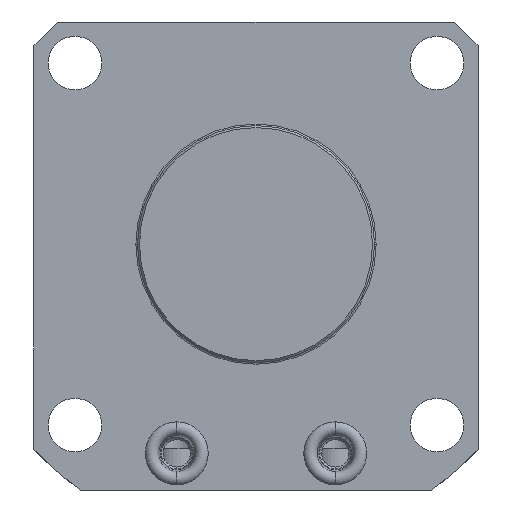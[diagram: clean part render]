
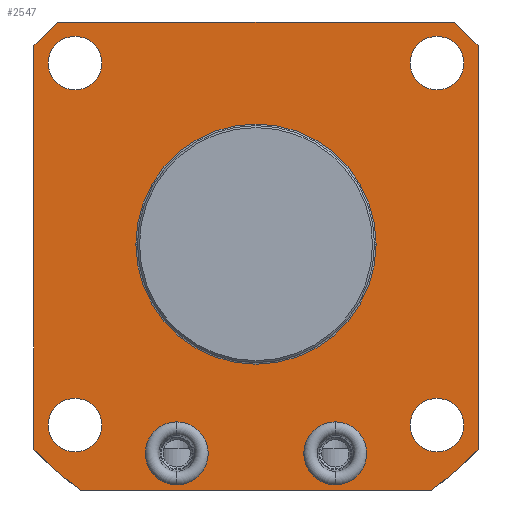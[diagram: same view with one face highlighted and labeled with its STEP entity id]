
A CAD part, front view. The second image highlights one B-rep face of the part: STEP entity #2547.
In plain terms, the highlighted planar face has unit normal (0, -1, 0).
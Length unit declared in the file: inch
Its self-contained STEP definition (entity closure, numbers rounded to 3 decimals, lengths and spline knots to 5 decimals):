
#133=CARTESIAN_POINT('',(0.,0.,0.));
#134=DIRECTION('',(0.,1.,0.));
#135=DIRECTION('',(-1.,0.,0.));
#136=AXIS2_PLACEMENT_3D('',#133,#134,#135);
#141=CARTESIAN_POINT('',(0.,0.,0.));
#142=DIRECTION('',(0.,1.,0.));
#143=DIRECTION('',(1.,0.,0.));
#144=AXIS2_PLACEMENT_3D('',#141,#142,#143);
#149=DIRECTION('',(1.,0.,0.));
#150=VECTOR('',#149,3.48799);
#151=CARTESIAN_POINT('',(-1.744,0.,-2.441));
#152=LINE('',#151,#150);
#156=DIRECTION('',(0.,0.,-1.));
#157=VECTOR('',#156,4.00374);
#158=CARTESIAN_POINT('',(-2.2045,0.,1.969));
#159=LINE('',#158,#157);
#163=DIRECTION('',(-0.707,0.,-0.707));
#164=VECTOR('',#163,0.33375);
#165=CARTESIAN_POINT('',(-1.9685,0.,2.205));
#166=LINE('',#165,#164);
#170=DIRECTION('',(-1.,0.,0.));
#171=VECTOR('',#170,3.937);
#172=CARTESIAN_POINT('',(1.9685,0.,2.205));
#173=LINE('',#172,#171);
#177=DIRECTION('',(-0.707,0.,0.707));
#178=VECTOR('',#177,0.33375);
#179=CARTESIAN_POINT('',(2.2045,0.,1.969));
#180=LINE('',#179,#178);
#184=DIRECTION('',(0.,0.,1.));
#185=VECTOR('',#184,4.00374);
#186=CARTESIAN_POINT('',(2.2045,0.,-2.03474));
#187=LINE('',#186,#185);
#191=CARTESIAN_POINT('',(-1.797,0.,-1.797));
#192=DIRECTION('',(0.,1.,0.));
#193=DIRECTION('',(-1.,0.,0.));
#194=AXIS2_PLACEMENT_3D('',#191,#192,#193);
#199=CARTESIAN_POINT('',(-1.797,0.,-1.797));
#200=DIRECTION('',(0.,1.,0.));
#201=DIRECTION('',(1.,0.,0.));
#202=AXIS2_PLACEMENT_3D('',#199,#200,#201);
#207=CARTESIAN_POINT('',(1.797,0.,-1.797));
#208=DIRECTION('',(0.,1.,0.));
#209=DIRECTION('',(-1.,0.,0.));
#210=AXIS2_PLACEMENT_3D('',#207,#208,#209);
#215=CARTESIAN_POINT('',(1.797,0.,-1.797));
#216=DIRECTION('',(0.,1.,0.));
#217=DIRECTION('',(1.,0.,0.));
#218=AXIS2_PLACEMENT_3D('',#215,#216,#217);
#223=CARTESIAN_POINT('',(1.797,0.,1.797));
#224=DIRECTION('',(0.,1.,0.));
#225=DIRECTION('',(-1.,0.,0.));
#226=AXIS2_PLACEMENT_3D('',#223,#224,#225);
#231=CARTESIAN_POINT('',(1.797,0.,1.797));
#232=DIRECTION('',(0.,1.,0.));
#233=DIRECTION('',(1.,0.,0.));
#234=AXIS2_PLACEMENT_3D('',#231,#232,#233);
#239=CARTESIAN_POINT('',(-1.797,0.,1.797));
#240=DIRECTION('',(0.,1.,0.));
#241=DIRECTION('',(-1.,0.,0.));
#242=AXIS2_PLACEMENT_3D('',#239,#240,#241);
#247=CARTESIAN_POINT('',(-1.797,0.,1.797));
#248=DIRECTION('',(0.,1.,0.));
#249=DIRECTION('',(1.,0.,0.));
#250=AXIS2_PLACEMENT_3D('',#247,#248,#249);
#255=CARTESIAN_POINT('',(-0.787,0.,-2.077));
#256=DIRECTION('',(0.,-1.,0.));
#257=DIRECTION('',(-1.,0.,0.));
#258=AXIS2_PLACEMENT_3D('',#255,#256,#257);
#263=CARTESIAN_POINT('',(-0.787,0.,-2.077));
#264=DIRECTION('',(0.,-1.,0.));
#265=DIRECTION('',(1.,0.,0.));
#266=AXIS2_PLACEMENT_3D('',#263,#264,#265);
#271=CARTESIAN_POINT('',(0.787,0.,-2.077));
#272=DIRECTION('',(0.,1.,0.));
#273=DIRECTION('',(1.,0.,0.));
#274=AXIS2_PLACEMENT_3D('',#271,#272,#273);
#279=CARTESIAN_POINT('',(0.787,0.,-2.077));
#280=DIRECTION('',(0.,1.,0.));
#281=DIRECTION('',(-1.,0.,0.));
#282=AXIS2_PLACEMENT_3D('',#279,#280,#281);
#341=CARTESIAN_POINT('',(0.,0.,0.));
#342=DIRECTION('',(0.,-1.,0.));
#343=DIRECTION('',(0.581,0.,-0.814));
#344=AXIS2_PLACEMENT_3D('',#341,#342,#343);
#363=CARTESIAN_POINT('',(0.,0.,0.));
#364=DIRECTION('',(0.,-1.,0.));
#365=DIRECTION('',(-0.735,0.,-0.678));
#366=AXIS2_PLACEMENT_3D('',#363,#364,#365);
#2095=CARTESIAN_POINT('',(-1.744,0.,-2.441));
#2096=CARTESIAN_POINT('',(1.744,0.,-2.441));
#2097=VERTEX_POINT('',#2095);
#2098=VERTEX_POINT('',#2096);
#2099=CARTESIAN_POINT('',(2.2045,0.,-2.03474));
#2100=CARTESIAN_POINT('',(2.2045,0.,1.969));
#2101=VERTEX_POINT('',#2099);
#2102=VERTEX_POINT('',#2100);
#2107=CARTESIAN_POINT('',(-2.2045,0.,-2.03474));
#2108=VERTEX_POINT('',#2107);
#2109=CARTESIAN_POINT('',(-2.0625,0.,-1.797));
#2110=CARTESIAN_POINT('',(-1.5315,0.,-1.797));
#2111=VERTEX_POINT('',#2109);
#2112=VERTEX_POINT('',#2110);
#2113=CARTESIAN_POINT('',(1.5315,0.,-1.797));
#2114=CARTESIAN_POINT('',(2.0625,0.,-1.797));
#2115=VERTEX_POINT('',#2113);
#2116=VERTEX_POINT('',#2114);
#2117=CARTESIAN_POINT('',(1.5315,0.,1.797));
#2118=CARTESIAN_POINT('',(2.0625,0.,1.797));
#2119=VERTEX_POINT('',#2117);
#2120=VERTEX_POINT('',#2118);
#2121=CARTESIAN_POINT('',(-2.0625,0.,1.797));
#2122=CARTESIAN_POINT('',(-1.5315,0.,1.797));
#2123=VERTEX_POINT('',#2121);
#2124=VERTEX_POINT('',#2122);
#2169=CARTESIAN_POINT('',(-1.1923,0.,0.));
#2170=CARTESIAN_POINT('',(1.1923,0.,0.));
#2171=VERTEX_POINT('',#2169);
#2172=VERTEX_POINT('',#2170);
#2249=CARTESIAN_POINT('',(-1.0995,0.,-2.077));
#2250=CARTESIAN_POINT('',(-0.4745,0.,-2.077));
#2251=VERTEX_POINT('',#2249);
#2252=VERTEX_POINT('',#2250);
#2279=CARTESIAN_POINT('',(1.0995,0.,-2.077));
#2280=CARTESIAN_POINT('',(0.4745,0.,-2.077));
#2281=VERTEX_POINT('',#2279);
#2282=VERTEX_POINT('',#2280);
#2355=CARTESIAN_POINT('',(1.9685,0.,2.205));
#2356=VERTEX_POINT('',#2355);
#2357=CARTESIAN_POINT('',(-1.9685,0.,2.205));
#2358=VERTEX_POINT('',#2357);
#2359=CARTESIAN_POINT('',(-2.2045,0.,1.969));
#2360=VERTEX_POINT('',#2359);
#2484=CARTESIAN_POINT('',(0.,0.,0.));
#2485=DIRECTION('',(0.,-1.,0.));
#2486=DIRECTION('',(-1.,0.,0.));
#2487=AXIS2_PLACEMENT_3D('',#2484,#2485,#2486);
#2488=PLANE('',#2487);
#2490=ORIENTED_EDGE('',*,*,#2489,.F.);
#2492=ORIENTED_EDGE('',*,*,#2491,.F.);
#2494=ORIENTED_EDGE('',*,*,#2493,.F.);
#2496=ORIENTED_EDGE('',*,*,#2495,.F.);
#2498=ORIENTED_EDGE('',*,*,#2497,.F.);
#2500=ORIENTED_EDGE('',*,*,#2499,.F.);
#2502=ORIENTED_EDGE('',*,*,#2501,.F.);
#2504=ORIENTED_EDGE('',*,*,#2503,.F.);
#2505=EDGE_LOOP('',(#2490,#2492,#2494,#2496,#2498,#2500,#2502,#2504));
#2506=FACE_OUTER_BOUND('',#2505,.F.);
#2507=ORIENTED_EDGE('',*,*,#2464,.F.);
#2508=ORIENTED_EDGE('',*,*,#2478,.F.);
#2509=EDGE_LOOP('',(#2507,#2508));
#2510=FACE_BOUND('',#2509,.F.);
#2512=ORIENTED_EDGE('',*,*,#2511,.F.);
#2514=ORIENTED_EDGE('',*,*,#2513,.F.);
#2515=EDGE_LOOP('',(#2512,#2514));
#2516=FACE_BOUND('',#2515,.F.);
#2518=ORIENTED_EDGE('',*,*,#2517,.F.);
#2520=ORIENTED_EDGE('',*,*,#2519,.F.);
#2521=EDGE_LOOP('',(#2518,#2520));
#2522=FACE_BOUND('',#2521,.F.);
#2524=ORIENTED_EDGE('',*,*,#2523,.F.);
#2526=ORIENTED_EDGE('',*,*,#2525,.F.);
#2527=EDGE_LOOP('',(#2524,#2526));
#2528=FACE_BOUND('',#2527,.F.);
#2530=ORIENTED_EDGE('',*,*,#2529,.F.);
#2532=ORIENTED_EDGE('',*,*,#2531,.F.);
#2533=EDGE_LOOP('',(#2530,#2532));
#2534=FACE_BOUND('',#2533,.F.);
#2536=ORIENTED_EDGE('',*,*,#2535,.T.);
#2538=ORIENTED_EDGE('',*,*,#2537,.T.);
#2539=EDGE_LOOP('',(#2536,#2538));
#2540=FACE_BOUND('',#2539,.F.);
#2542=ORIENTED_EDGE('',*,*,#2541,.F.);
#2544=ORIENTED_EDGE('',*,*,#2543,.F.);
#2545=EDGE_LOOP('',(#2542,#2544));
#2546=FACE_BOUND('',#2545,.F.);
#137=CIRCLE('',#136,1.1923);
#145=CIRCLE('',#144,1.1923);
#195=CIRCLE('',#194,0.2655);
#203=CIRCLE('',#202,0.2655);
#211=CIRCLE('',#210,0.2655);
#219=CIRCLE('',#218,0.2655);
#227=CIRCLE('',#226,0.2655);
#235=CIRCLE('',#234,0.2655);
#243=CIRCLE('',#242,0.2655);
#251=CIRCLE('',#250,0.2655);
#259=CIRCLE('',#258,0.3125);
#267=CIRCLE('',#266,0.3125);
#275=CIRCLE('',#274,0.3125);
#283=CIRCLE('',#282,0.3125);
#345=CIRCLE('',#344,3.);
#367=CIRCLE('',#366,3.);
#2464=EDGE_CURVE('',#2171,#2172,#137,.T.);
#2478=EDGE_CURVE('',#2172,#2171,#145,.T.);
#2489=EDGE_CURVE('',#2097,#2098,#152,.T.);
#2491=EDGE_CURVE('',#2108,#2097,#367,.T.);
#2493=EDGE_CURVE('',#2360,#2108,#159,.T.);
#2495=EDGE_CURVE('',#2358,#2360,#166,.T.);
#2497=EDGE_CURVE('',#2356,#2358,#173,.T.);
#2499=EDGE_CURVE('',#2102,#2356,#180,.T.);
#2501=EDGE_CURVE('',#2101,#2102,#187,.T.);
#2503=EDGE_CURVE('',#2098,#2101,#345,.T.);
#2511=EDGE_CURVE('',#2111,#2112,#195,.T.);
#2513=EDGE_CURVE('',#2112,#2111,#203,.T.);
#2517=EDGE_CURVE('',#2115,#2116,#211,.T.);
#2519=EDGE_CURVE('',#2116,#2115,#219,.T.);
#2523=EDGE_CURVE('',#2119,#2120,#227,.T.);
#2525=EDGE_CURVE('',#2120,#2119,#235,.T.);
#2529=EDGE_CURVE('',#2123,#2124,#243,.T.);
#2531=EDGE_CURVE('',#2124,#2123,#251,.T.);
#2535=EDGE_CURVE('',#2251,#2252,#259,.T.);
#2537=EDGE_CURVE('',#2252,#2251,#267,.T.);
#2541=EDGE_CURVE('',#2281,#2282,#275,.T.);
#2543=EDGE_CURVE('',#2282,#2281,#283,.T.);
#2547=ADVANCED_FACE('',(#2506,#2510,#2516,#2522,#2528,#2534,#2540,#2546),#2488,
.T.);
